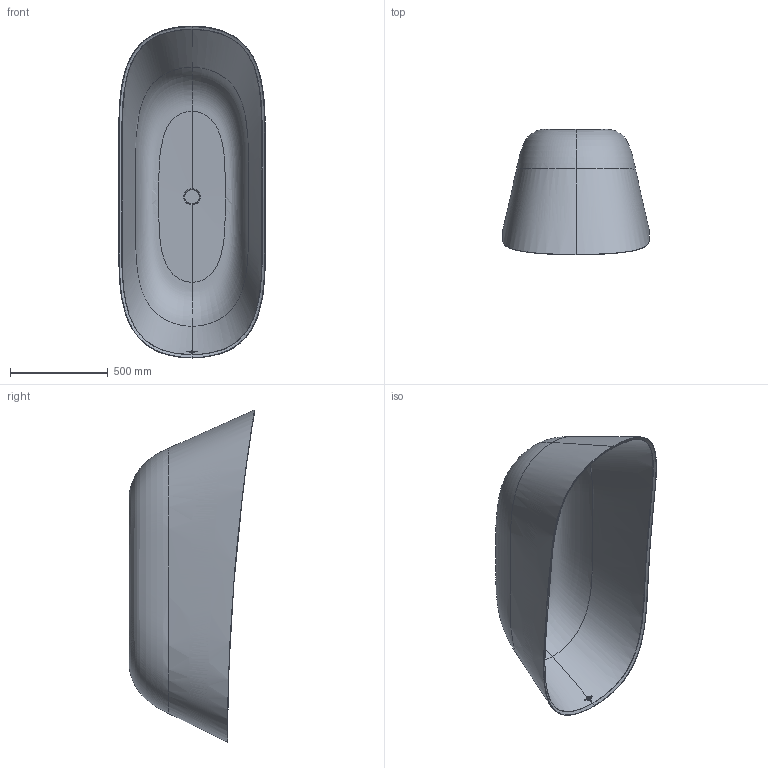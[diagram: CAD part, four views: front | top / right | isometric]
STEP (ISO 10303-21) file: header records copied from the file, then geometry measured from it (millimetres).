
FILE_DESCRIPTION((''),'2;1');
FILE_NAME('V3P2201-011_ASM','2022-07-06T09:51:41',('GrootJ'),('Villeroy & Boch Wellness bv'),'CREO PARAMETRIC BY PTC INC, 2020454','CREO PARAMETRIC BY PTC INC, 2020454','');
FILE_SCHEMA(('CONFIG_CONTROL_DESIGN'));
Products named in the file (3): LOGO-THEANO-CURVED_06072022; AFVOERDOP_MANILLA_22072020; V3P2201-011_ASM
Assembly tree (2 placements, depth 2):
  V3P2201-011_ASM
    LOGO-THEANO-CURVED_06072022
    AFVOERDOP_MANILLA_22072020
Bounding box: 750.33 x 643.19 x 1700.41 mm (x, y, z)
Volume: 13161.9 mm3; surface area: 4924386.4 mm2
Topology: 29 solids, 30 shells, 647 faces, 1570 edges, 971 vertices
Faces by surface type: extrusion 237, bspline 201, plane 90, torus 52, cone 29, cylinder 26, sphere 12
Entity records: 115979 total; most frequent: CARTESIAN_POINT 103311, ORIENTED_EDGE 3116, EDGE_CURVE 1558, DIRECTION 1516, B_SPLINE_CURVE_WITH_KNOTS 1151, VERTEX_POINT 971, VECTOR 674, EDGE_LOOP 649
